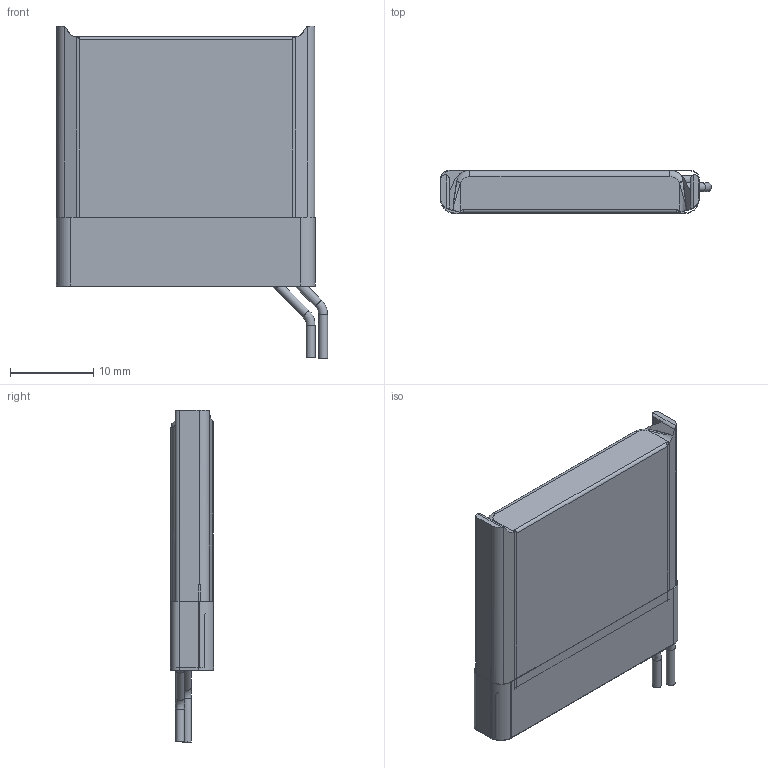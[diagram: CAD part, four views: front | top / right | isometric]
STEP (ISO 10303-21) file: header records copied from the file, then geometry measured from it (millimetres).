
FILE_DESCRIPTION(/* description */ (''),/* implementation_level */ '2;1');
FILE_NAME(/* name */ 'LiPo_3.7V_500mAh_503030.step',/* time_stamp */ '2024-03-10T18:20:08+09:00',/* author */ (''),/* organization */ (''),/* preprocessor_version */ 'ST-DEVELOPER v20',/* originating_system */ 'Autodesk Translation Framework v12.20.1.177',/* authorisation */ '');
FILE_SCHEMA (('AUTOMOTIVE_DESIGN { 1 0 10303 214 3 1 1 }'));
Length unit declared in the file: millimetre
Products named in the file (8): LiPo 3.7V 500mAh 503030; Kapton Tape; Battery Cell; Board Part 1; PCB; Positive; Negative; Board Part 2
Assembly tree (7 placements, depth 2):
  LiPo 3.7V 500mAh 503030
    Kapton Tape
    Battery Cell
    Board Part 1
    PCB
    Positive
    Negative
    Board Part 2
Bounding box: 32.59 x 5.17 x 39.9 mm (x, y, z)
Volume: 3923.3 mm3; surface area: 4213.4 mm2
Topology: 7 solids, 7 shells, 135 faces, 339 edges, 215 vertices
Faces by surface type: plane 62, cylinder 47, bspline 14, torus 12
Full cylindrical faces by diameter (mm): 1.07 x6
Entity records: 4725 total; most frequent: CARTESIAN_POINT 1190, DIRECTION 723, ORIENTED_EDGE 674, EDGE_CURVE 337, AXIS2_PLACEMENT_3D 271, VERTEX_POINT 215, LINE 181, VECTOR 181
